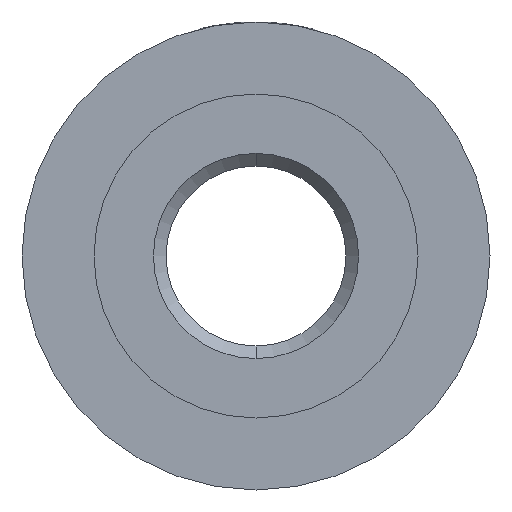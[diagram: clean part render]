
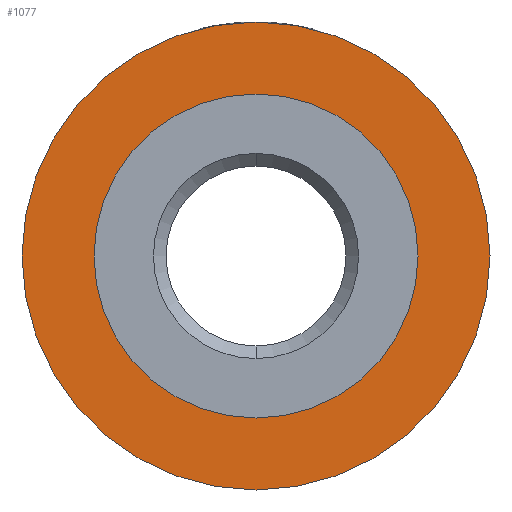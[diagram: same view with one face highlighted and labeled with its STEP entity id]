
A CAD part, front view. The second image highlights one B-rep face of the part: STEP entity #1077.
In plain terms, the highlighted planar face has unit normal (0, -1, 0).
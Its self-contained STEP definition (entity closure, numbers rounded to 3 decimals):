
#8 = VERTEX_POINT ( 'NONE', #312 ) ;
#55 = EDGE_CURVE ( 'NONE', #647, #396, #1259, .T. ) ;
#77 = ORIENTED_EDGE ( 'NONE', *, *, #881, .F. ) ;
#104 = CARTESIAN_POINT ( 'NONE',  ( 0., 0., 4.5 ) ) ;
#107 = PLANE ( 'NONE',  #1177 ) ;
#108 = DIRECTION ( 'NONE',  ( 0., -1., 0. ) ) ;
#127 = EDGE_LOOP ( 'NONE', ( #664, #917 ) ) ;
#152 = CARTESIAN_POINT ( 'NONE',  ( 0., 0., 6.5 ) ) ;
#174 = CARTESIAN_POINT ( 'NONE',  ( 0., 0., 0. ) ) ;
#214 = DIRECTION ( 'NONE',  ( 0., 1., 0. ) ) ;
#227 = EDGE_CURVE ( 'NONE', #246, #8, #359, .T. ) ;
#246 = VERTEX_POINT ( 'NONE', #104 ) ;
#304 = CARTESIAN_POINT ( 'NONE',  ( 0., 0., 0. ) ) ;
#312 = CARTESIAN_POINT ( 'NONE',  ( 0., 0., -4.5 ) ) ;
#332 = DIRECTION ( 'NONE',  ( 0., 0., 1. ) ) ;
#335 = EDGE_CURVE ( 'NONE', #396, #647, #1009, .T. ) ;
#348 = CARTESIAN_POINT ( 'NONE',  ( 0., 0., -6.5 ) ) ;
#359 = CIRCLE ( 'NONE', #1318, 4.5 ) ;
#396 = VERTEX_POINT ( 'NONE', #152 ) ;
#476 = DIRECTION ( 'NONE',  ( 0., 1., 0. ) ) ;
#494 = FACE_BOUND ( 'NONE', #1422, .T. ) ;
#499 = DIRECTION ( 'NONE',  ( 0., 0., -1. ) ) ;
#565 = CARTESIAN_POINT ( 'NONE',  ( 0., 0., 0. ) ) ;
#647 = VERTEX_POINT ( 'NONE', #348 ) ;
#664 = ORIENTED_EDGE ( 'NONE', *, *, #55, .F. ) ;
#742 = AXIS2_PLACEMENT_3D ( 'NONE', #174, #1134, #499 ) ;
#763 = CARTESIAN_POINT ( 'NONE',  ( 0., 0., 0. ) ) ;
#841 = FACE_OUTER_BOUND ( 'NONE', #127, .T. ) ;
#849 = DIRECTION ( 'NONE',  ( 0., 0., 1. ) ) ;
#881 = EDGE_CURVE ( 'NONE', #8, #246, #1019, .T. ) ;
#917 = ORIENTED_EDGE ( 'NONE', *, *, #335, .F. ) ;
#941 = DIRECTION ( 'NONE',  ( 0., 1., 0. ) ) ;
#1008 = AXIS2_PLACEMENT_3D ( 'NONE', #304, #941, #849 ) ;
#1009 = CIRCLE ( 'NONE', #1029, 6.5 ) ;
#1019 = CIRCLE ( 'NONE', #742, 4.5 ) ;
#1029 = AXIS2_PLACEMENT_3D ( 'NONE', #565, #476, #1349 ) ;
#1077 = ADVANCED_FACE ( 'NONE', ( #494, #841 ), #107, .F. ) ;
#1134 = DIRECTION ( 'NONE',  ( 0., -1., 0. ) ) ;
#1177 = AXIS2_PLACEMENT_3D ( 'NONE', #1308, #214, #332 ) ;
#1259 = CIRCLE ( 'NONE', #1008, 6.5 ) ;
#1308 = CARTESIAN_POINT ( 'NONE',  ( 0., 0., 0. ) ) ;
#1318 = AXIS2_PLACEMENT_3D ( 'NONE', #763, #108, #1423 ) ;
#1349 = DIRECTION ( 'NONE',  ( 0., 0., 1. ) ) ;
#1378 = ORIENTED_EDGE ( 'NONE', *, *, #227, .F. ) ;
#1422 = EDGE_LOOP ( 'NONE', ( #1378, #77 ) ) ;
#1423 = DIRECTION ( 'NONE',  ( 0., 0., -1. ) ) ;
